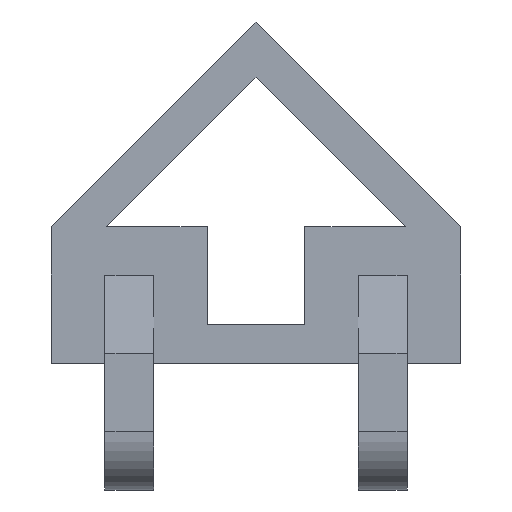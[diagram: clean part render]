
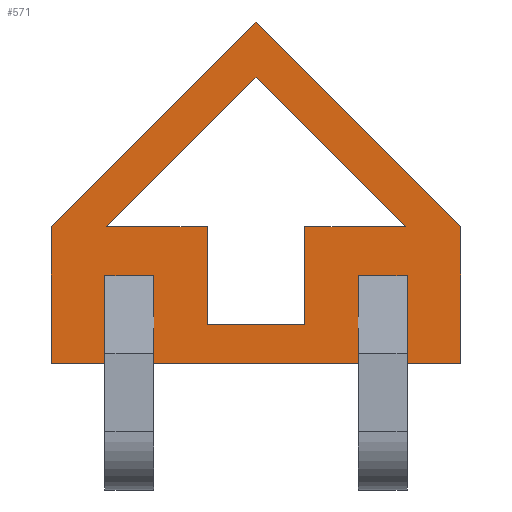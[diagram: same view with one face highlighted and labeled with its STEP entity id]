
A CAD part, top view. The second image highlights one B-rep face of the part: STEP entity #571.
In plain terms, the highlighted planar face has unit normal (0, 0, 1).
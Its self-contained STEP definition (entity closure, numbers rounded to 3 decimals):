
#19=FACE_BOUND('',#104,.T.);
#43=PLANE('',#627);
#71=FACE_OUTER_BOUND('',#103,.T.);
#103=EDGE_LOOP('',(#509,#510,#511,#512,#513,#514,#515,#516,#517,#518,#519,
#520,#521));
#104=EDGE_LOOP('',(#522,#523,#524,#525,#526,#527,#528));
#117=LINE('',#805,#187);
#119=LINE('',#809,#189);
#121=LINE('',#813,#191);
#134=LINE('',#847,#204);
#135=LINE('',#850,#205);
#137=LINE('',#854,#207);
#139=LINE('',#859,#209);
#143=LINE('',#867,#213);
#146=LINE('',#873,#216);
#149=LINE('',#879,#219);
#152=LINE('',#885,#222);
#155=LINE('',#891,#225);
#158=LINE('',#896,#228);
#160=LINE('',#900,#230);
#164=LINE('',#907,#234);
#165=LINE('',#908,#235);
#166=LINE('',#911,#236);
#169=LINE('',#917,#239);
#172=LINE('',#923,#242);
#175=LINE('',#928,#245);
#187=VECTOR('',#659,10.);
#189=VECTOR('',#663,10.);
#191=VECTOR('',#667,10.);
#204=VECTOR('',#698,10.);
#205=VECTOR('',#701,10.);
#207=VECTOR('',#705,10.);
#209=VECTOR('',#709,10.);
#213=VECTOR('',#715,10.);
#216=VECTOR('',#720,10.);
#219=VECTOR('',#725,10.);
#222=VECTOR('',#730,10.);
#225=VECTOR('',#735,10.);
#228=VECTOR('',#740,10.);
#230=VECTOR('',#744,10.);
#234=VECTOR('',#748,10.);
#235=VECTOR('',#749,10.);
#236=VECTOR('',#752,10.);
#239=VECTOR('',#757,10.);
#242=VECTOR('',#762,10.);
#245=VECTOR('',#767,10.);
#265=VERTEX_POINT('',#802);
#266=VERTEX_POINT('',#804);
#267=VERTEX_POINT('',#808);
#268=VERTEX_POINT('',#812);
#279=VERTEX_POINT('',#843);
#280=VERTEX_POINT('',#845);
#281=VERTEX_POINT('',#849);
#282=VERTEX_POINT('',#853);
#283=VERTEX_POINT('',#857);
#284=VERTEX_POINT('',#858);
#287=VERTEX_POINT('',#866);
#289=VERTEX_POINT('',#872);
#291=VERTEX_POINT('',#878);
#293=VERTEX_POINT('',#884);
#295=VERTEX_POINT('',#890);
#297=VERTEX_POINT('',#899);
#300=VERTEX_POINT('',#905);
#301=VERTEX_POINT('',#910);
#303=VERTEX_POINT('',#916);
#305=VERTEX_POINT('',#922);
#321=EDGE_CURVE('',#266,#265,#117,.T.);
#323=EDGE_CURVE('',#267,#266,#119,.T.);
#325=EDGE_CURVE('',#265,#268,#121,.T.);
#342=EDGE_CURVE('',#279,#280,#134,.T.);
#343=EDGE_CURVE('',#280,#281,#135,.T.);
#345=EDGE_CURVE('',#282,#279,#137,.T.);
#347=EDGE_CURVE('',#283,#284,#139,.T.);
#351=EDGE_CURVE('',#284,#287,#143,.T.);
#354=EDGE_CURVE('',#287,#289,#146,.T.);
#357=EDGE_CURVE('',#289,#291,#149,.T.);
#360=EDGE_CURVE('',#291,#293,#152,.T.);
#363=EDGE_CURVE('',#293,#295,#155,.T.);
#366=EDGE_CURVE('',#295,#283,#158,.T.);
#368=EDGE_CURVE('',#297,#267,#160,.T.);
#372=EDGE_CURVE('',#281,#300,#164,.T.);
#373=EDGE_CURVE('',#268,#282,#165,.T.);
#374=EDGE_CURVE('',#300,#301,#166,.T.);
#377=EDGE_CURVE('',#301,#303,#169,.T.);
#380=EDGE_CURVE('',#303,#305,#172,.T.);
#383=EDGE_CURVE('',#305,#297,#175,.T.);
#509=ORIENTED_EDGE('',*,*,#325,.T.);
#510=ORIENTED_EDGE('',*,*,#373,.T.);
#511=ORIENTED_EDGE('',*,*,#345,.T.);
#512=ORIENTED_EDGE('',*,*,#342,.T.);
#513=ORIENTED_EDGE('',*,*,#343,.T.);
#514=ORIENTED_EDGE('',*,*,#372,.T.);
#515=ORIENTED_EDGE('',*,*,#374,.T.);
#516=ORIENTED_EDGE('',*,*,#377,.T.);
#517=ORIENTED_EDGE('',*,*,#380,.T.);
#518=ORIENTED_EDGE('',*,*,#383,.T.);
#519=ORIENTED_EDGE('',*,*,#368,.T.);
#520=ORIENTED_EDGE('',*,*,#323,.T.);
#521=ORIENTED_EDGE('',*,*,#321,.T.);
#522=ORIENTED_EDGE('',*,*,#366,.T.);
#523=ORIENTED_EDGE('',*,*,#347,.T.);
#524=ORIENTED_EDGE('',*,*,#351,.T.);
#525=ORIENTED_EDGE('',*,*,#354,.T.);
#526=ORIENTED_EDGE('',*,*,#357,.T.);
#527=ORIENTED_EDGE('',*,*,#360,.T.);
#528=ORIENTED_EDGE('',*,*,#363,.T.);
#571=ADVANCED_FACE('',(#71,#19),#43,.T.);
#627=AXIS2_PLACEMENT_3D('',#930,#769,#770);
#659=DIRECTION('',(1.,0.,0.));
#663=DIRECTION('',(0.,1.,0.));
#667=DIRECTION('',(0.,-1.,0.));
#698=DIRECTION('',(1.,0.,0.));
#701=DIRECTION('',(0.,-1.,0.));
#705=DIRECTION('',(0.,1.,0.));
#709=DIRECTION('',(-1.,0.,0.));
#715=DIRECTION('',(0.,-1.,0.));
#720=DIRECTION('',(-1.,0.,0.));
#725=DIRECTION('',(0.,1.,0.));
#730=DIRECTION('',(-1.,0.,0.));
#735=DIRECTION('',(0.707,0.707,0.));
#740=DIRECTION('',(0.707,-0.707,0.));
#744=DIRECTION('',(1.,0.,0.));
#748=DIRECTION('',(1.,0.,0.));
#749=DIRECTION('',(1.,0.,0.));
#752=DIRECTION('',(0.,1.,0.));
#757=DIRECTION('',(-0.707,0.707,0.));
#762=DIRECTION('',(-0.707,-0.707,0.));
#767=DIRECTION('',(0.,-1.,0.));
#769=DIRECTION('center_axis',(0.,0.,1.));
#770=DIRECTION('ref_axis',(1.,0.,0.));
#802=CARTESIAN_POINT('',(-10.5,9.,0.));
#804=CARTESIAN_POINT('',(-15.5,9.,0.));
#805=CARTESIAN_POINT('',(-5.25,9.,0.));
#808=CARTESIAN_POINT('',(-15.5,0.,0.));
#809=CARTESIAN_POINT('',(-15.5,7.75,0.));
#812=CARTESIAN_POINT('',(-10.5,0.,0.));
#813=CARTESIAN_POINT('',(-10.5,7.75,0.));
#843=CARTESIAN_POINT('',(10.5,9.,0.));
#845=CARTESIAN_POINT('',(15.5,9.,0.));
#847=CARTESIAN_POINT('',(5.25,9.,0.));
#849=CARTESIAN_POINT('',(15.5,0.,0.));
#850=CARTESIAN_POINT('',(15.5,7.75,0.));
#853=CARTESIAN_POINT('',(10.5,0.,0.));
#854=CARTESIAN_POINT('',(10.5,7.75,0.));
#857=CARTESIAN_POINT('',(15.343,14.,0.));
#858=CARTESIAN_POINT('',(5.,14.,0.));
#859=CARTESIAN_POINT('',(15.343,14.,0.));
#866=CARTESIAN_POINT('',(5.,4.,0.));
#867=CARTESIAN_POINT('',(5.,14.,0.));
#872=CARTESIAN_POINT('',(-5.,4.,0.));
#873=CARTESIAN_POINT('',(5.,4.,0.));
#878=CARTESIAN_POINT('',(-5.,14.,0.));
#879=CARTESIAN_POINT('',(-5.,4.,0.));
#884=CARTESIAN_POINT('',(-15.343,14.,0.));
#885=CARTESIAN_POINT('',(-5.,14.,0.));
#890=CARTESIAN_POINT('',(0.,29.343,0.));
#891=CARTESIAN_POINT('',(-15.343,14.,0.));
#896=CARTESIAN_POINT('',(0.,29.343,0.));
#899=CARTESIAN_POINT('',(-21.,0.,0.));
#900=CARTESIAN_POINT('',(-21.,0.,0.));
#905=CARTESIAN_POINT('',(21.,0.,0.));
#907=CARTESIAN_POINT('',(-21.,0.,0.));
#908=CARTESIAN_POINT('',(-21.,0.,0.));
#910=CARTESIAN_POINT('',(21.,14.,0.));
#911=CARTESIAN_POINT('',(21.,0.,0.));
#916=CARTESIAN_POINT('',(0.,35.,0.));
#917=CARTESIAN_POINT('',(21.,14.,0.));
#922=CARTESIAN_POINT('',(-21.,14.,0.));
#923=CARTESIAN_POINT('',(0.,35.,0.));
#928=CARTESIAN_POINT('',(-21.,14.,0.));
#930=CARTESIAN_POINT('Origin',(0.,17.5,0.));
